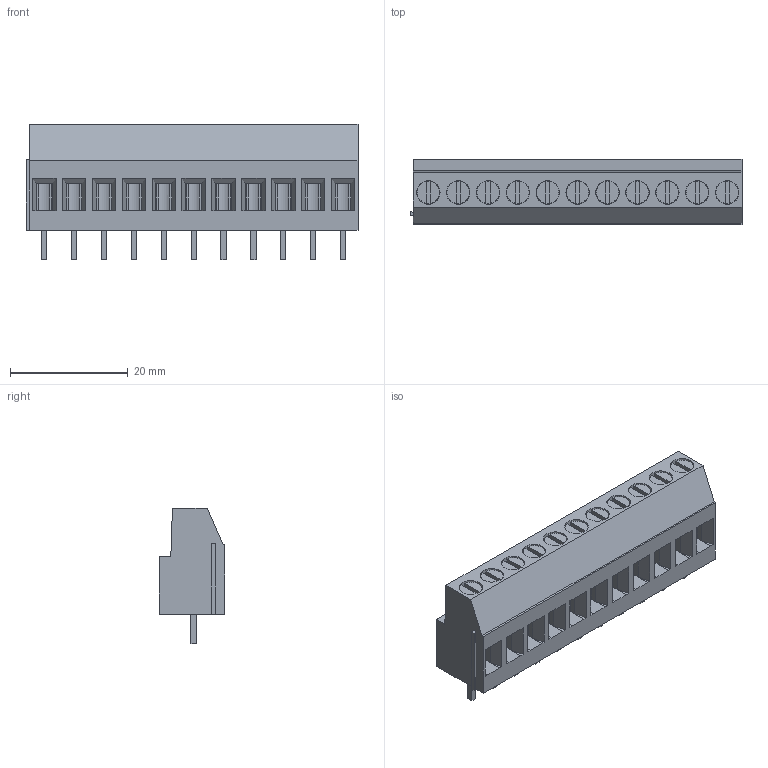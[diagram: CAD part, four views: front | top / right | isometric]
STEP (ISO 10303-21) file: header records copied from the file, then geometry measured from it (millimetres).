
FILE_DESCRIPTION(/* description */ ('model of TerminalBlock_Phoenix_MKDS-3-11-5.08_1x11_P5.08mm_Horizontal'),/* implementation_level */ '2;1');
FILE_NAME(/* name */ 'TerminalBlock_Phoenix_MKDS-3-11-5.08_1x11_P5.08mm_Horizontal.step',/* time_stamp */ '2020-05-14T18:27:25',/* author */ ('kicad StepUp','ksu'),/* organization */ ('FreeCAD'),/* preprocessor_version */ 'OCC',/* originating_system */ 'kicad StepUp',/* authorisation */ '');
FILE_SCHEMA(('AUTOMOTIVE_DESIGN { 1 0 10303 214 1 1 1 1 }'));
Length unit declared in the file: millimetre
Products named in the file (1): TerminalBlock_Phoenix_MKDS_3_11_508_1x11_P508mm_Horizontal
Bounding box: 56.45 x 11.2 x 23 mm (x, y, z)
Volume: 8375.6 mm3; surface area: 8239.3 mm2
Topology: 1 solids, 1 shells, 469 faces, 1181 edges, 736 vertices
Faces by surface type: plane 392, bspline 55, cylinder 22
Full cylindrical faces by diameter (mm): 3.8 x11, 4 x11
Entity records: 32269 total; most frequent: CARTESIAN_POINT 5662, DIRECTION 4142, LINE 2685, VECTOR 2685, ORIENTED_EDGE 2362, PCURVE 2362, DEFINITIONAL_REPRESENTATION 2362, EDGE_CURVE 1181
